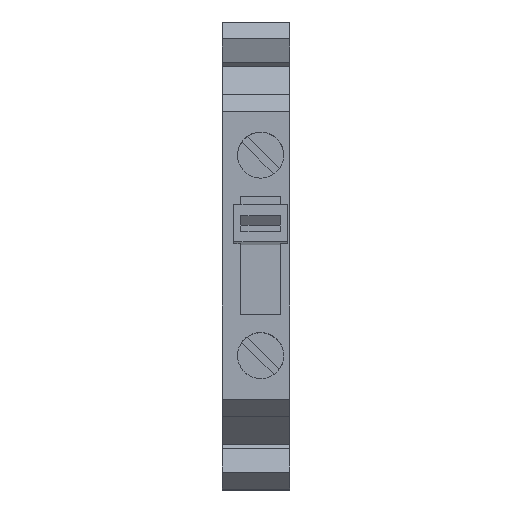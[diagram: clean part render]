
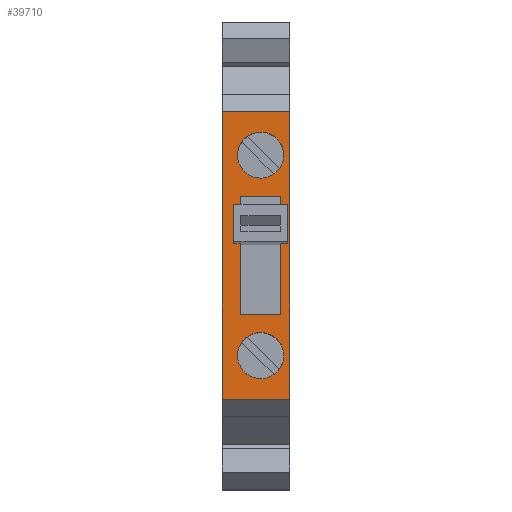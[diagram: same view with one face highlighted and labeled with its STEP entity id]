
A CAD part, top view. The second image highlights one B-rep face of the part: STEP entity #39710.
In plain terms, the highlighted planar face has unit normal (0, 0, 1).
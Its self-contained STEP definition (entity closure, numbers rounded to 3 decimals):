
#2140=CARTESIAN_POINT('',(6.15,8.175,
45.9));
#2150=VERTEX_POINT('',#2140);
#2180=CARTESIAN_POINT('',(6.15,89.93,
45.9));
#2190=DIRECTION('',(0.,-1.,0.));
#2200=VECTOR('',#2190,1.);
#2210=LINE('',#2180,#2200);
#2220=CARTESIAN_POINT('',(6.15,34.375,
45.9));
#2230=VERTEX_POINT('',#2220);
#2240=EDGE_CURVE('',#2230,#2150,#2210,.T.);
#13190=CARTESIAN_POINT('',(0.,34.375,
45.9));
#13200=VERTEX_POINT('',#13190);
#13230=CARTESIAN_POINT('',(0.,-15.865,
45.9));
#13240=DIRECTION('',(0.,1.,0.));
#13250=VECTOR('',#13240,1.);
#13260=LINE('',#13230,#13250);
#13270=CARTESIAN_POINT('',(0.,8.175,
45.9));
#13280=VERTEX_POINT('',#13270);
#13290=EDGE_CURVE('',#13280,#13200,#13260,.T.);
#37900=CARTESIAN_POINT('',(-98.4,34.375,
45.9));
#37910=DIRECTION('',(1.,0.,0.));
#37920=VECTOR('',#37910,1.);
#37930=LINE('',#37900,#37920);
#37940=EDGE_CURVE('',#13200,#2230,#37930,.T.);
#38270=CARTESIAN_POINT('',(6.15,8.382,
45.9));
#38280=DIRECTION('',(0.,0.,-1.));
#38290=DIRECTION('',(0.,-1.,0.));
#38300=AXIS2_PLACEMENT_3D('',#38270,#38280,#38290);
#38310=PLANE('',#38300);
#38320=CARTESIAN_POINT('',(5.275,-15.865,
45.9));
#38330=DIRECTION('',(0.,1.,0.));
#38340=VECTOR('',#38330,1.);
#38350=LINE('',#38320,#38340);
#38360=CARTESIAN_POINT('',(5.275,15.875,
45.9));
#38370=VERTEX_POINT('',#38360);
#38380=CARTESIAN_POINT('',(5.275,22.348,
45.9));
#38390=VERTEX_POINT('',#38380);
#38400=EDGE_CURVE('',#38370,#38390,#38350,.T.);
#38410=ORIENTED_EDGE('',*,*,#38400,.F.);
#38420=CARTESIAN_POINT('',(-98.4,22.348,
45.9));
#38430=DIRECTION('',(-1.,0.,0.));
#38440=VECTOR('',#38430,1.);
#38450=LINE('',#38420,#38440);
#38460=CARTESIAN_POINT('',(5.935,22.348,
45.9));
#38470=VERTEX_POINT('',#38460);
#38480=EDGE_CURVE('',#38470,#38390,#38450,.T.);
#38490=ORIENTED_EDGE('',*,*,#38480,.T.);
#38500=CARTESIAN_POINT('',(5.935,-15.865,
45.9));
#38510=DIRECTION('',(0.,-1.,0.));
#38520=VECTOR('',#38510,1.);
#38530=LINE('',#38500,#38520);
#38540=CARTESIAN_POINT('',(5.935,25.797,
45.9));
#38550=VERTEX_POINT('',#38540);
#38560=EDGE_CURVE('',#38550,#38470,#38530,.T.);
#38570=ORIENTED_EDGE('',*,*,#38560,.T.);
#38580=CARTESIAN_POINT('',(-98.4,25.797,
45.9));
#38590=DIRECTION('',(1.,0.,0.));
#38600=VECTOR('',#38590,1.);
#38610=LINE('',#38580,#38600);
#38620=CARTESIAN_POINT('',(5.275,25.797,
45.9));
#38630=VERTEX_POINT('',#38620);
#38640=EDGE_CURVE('',#38630,#38550,#38610,.T.);
#38650=ORIENTED_EDGE('',*,*,#38640,.T.);
#38660=CARTESIAN_POINT('',(5.275,-15.865,
45.9));
#38670=DIRECTION('',(0.,1.,0.));
#38680=VECTOR('',#38670,1.);
#38690=LINE('',#38660,#38680);
#38700=CARTESIAN_POINT('',(5.275,26.675,
45.9));
#38710=VERTEX_POINT('',#38700);
#38720=EDGE_CURVE('',#38630,#38710,#38690,.T.);
#38730=ORIENTED_EDGE('',*,*,#38720,.F.);
#38740=CARTESIAN_POINT('',(-98.4,26.675,
45.9));
#38750=DIRECTION('',(-1.,0.,0.));
#38760=VECTOR('',#38750,1.);
#38770=LINE('',#38740,#38760);
#38780=CARTESIAN_POINT('',(1.625,26.675,
45.9));
#38790=VERTEX_POINT('',#38780);
#38800=EDGE_CURVE('',#38710,#38790,#38770,.T.);
#38810=ORIENTED_EDGE('',*,*,#38800,.F.);
#38820=CARTESIAN_POINT('',(1.625,-15.865,
45.9));
#38830=DIRECTION('',(0.,-1.,0.));
#38840=VECTOR('',#38830,1.);
#38850=LINE('',#38820,#38840);
#38860=CARTESIAN_POINT('',(1.625,25.797,
45.9));
#38870=VERTEX_POINT('',#38860);
#38880=EDGE_CURVE('',#38790,#38870,#38850,.T.);
#38890=ORIENTED_EDGE('',*,*,#38880,.F.);
#38900=CARTESIAN_POINT('',(1.065,25.797,
45.9));
#38910=VERTEX_POINT('',#38900);
#38920=EDGE_CURVE('',#38910,#38870,#38610,.T.);
#38930=ORIENTED_EDGE('',*,*,#38920,.T.);
#38940=CARTESIAN_POINT('',(1.065,-15.865,
45.9));
#38950=DIRECTION('',(0.,1.,0.));
#38960=VECTOR('',#38950,1.);
#38970=LINE('',#38940,#38960);
#38980=CARTESIAN_POINT('',(1.065,22.348,
45.9));
#38990=VERTEX_POINT('',#38980);
#39000=EDGE_CURVE('',#38990,#38910,#38970,.T.);
#39010=ORIENTED_EDGE('',*,*,#39000,.T.);
#39020=CARTESIAN_POINT('',(1.625,22.348,
45.9));
#39030=VERTEX_POINT('',#39020);
#39040=EDGE_CURVE('',#39030,#38990,#38450,.T.);
#39050=ORIENTED_EDGE('',*,*,#39040,.T.);
#39060=CARTESIAN_POINT('',(1.625,-15.865,
45.9));
#39070=DIRECTION('',(0.,-1.,0.));
#39080=VECTOR('',#39070,1.);
#39090=LINE('',#39060,#39080);
#39100=CARTESIAN_POINT('',(1.625,15.875,
45.9));
#39110=VERTEX_POINT('',#39100);
#39120=EDGE_CURVE('',#39030,#39110,#39090,.T.);
#39130=ORIENTED_EDGE('',*,*,#39120,.F.);
#39140=CARTESIAN_POINT('',(-98.4,15.875,
45.9));
#39150=DIRECTION('',(-1.,0.,0.));
#39160=VECTOR('',#39150,1.);
#39170=LINE('',#39140,#39160);
#39180=EDGE_CURVE('',#38370,#39110,#39170,.T.);
#39190=ORIENTED_EDGE('',*,*,#39180,.T.);
#39200=EDGE_LOOP('',(#39190,#39130,#39050,#39010,#38930,#38890,#38810,
#38730,#38650,#38570,#38490,#38410));
#39210=FACE_BOUND('',#39200,.T.);
#39220=CARTESIAN_POINT('',(3.5,12.15,45.9));
#39230=DIRECTION('',(0.,0.,-1.));
#39240=DIRECTION('',(0.,-1.,0.));
#39250=AXIS2_PLACEMENT_3D('',#39220,#39230,#39240);
#39260=CIRCLE('',#39250,2.1);
#39270=CARTESIAN_POINT('',(3.5,10.05,45.9));
#39280=VERTEX_POINT('',#39270);
#39290=CARTESIAN_POINT('',(3.5,14.25,45.9));
#39300=VERTEX_POINT('',#39290);
#39310=EDGE_CURVE('',#39280,#39300,#39260,.T.);
#39320=ORIENTED_EDGE('',*,*,#39310,.T.);
#39330=CARTESIAN_POINT('',(5.082,10.769,
45.9));
#39340=VERTEX_POINT('',#39330);
#39350=EDGE_CURVE('',#39340,#39280,#39260,.T.);
#39360=ORIENTED_EDGE('',*,*,#39350,.T.);
#39370=EDGE_CURVE('',#39300,#39340,#39260,.T.);
#39380=ORIENTED_EDGE('',*,*,#39370,.T.);
#39390=EDGE_LOOP('',(#39380,#39360,#39320));
#39400=FACE_BOUND('',#39390,.T.);
#39410=CARTESIAN_POINT('',(3.5,30.4,45.9));
#39420=DIRECTION('',(0.,0.,1.));
#39430=DIRECTION('',(0.,1.,0.));
#39440=AXIS2_PLACEMENT_3D('',#39410,#39420,#39430);
#39450=CIRCLE('',#39440,2.1);
#39460=CARTESIAN_POINT('',(5.016,31.853,
45.9));
#39470=VERTEX_POINT('',#39460);
#39480=CARTESIAN_POINT('',(3.5,32.5,45.9));
#39490=VERTEX_POINT('',#39480);
#39500=EDGE_CURVE('',#39470,#39490,#39450,.T.);
#39510=ORIENTED_EDGE('',*,*,#39500,.F.);
#39520=CARTESIAN_POINT('',(3.5,28.3,45.9));
#39530=VERTEX_POINT('',#39520);
#39540=EDGE_CURVE('',#39490,#39530,#39450,.T.);
#39550=ORIENTED_EDGE('',*,*,#39540,.F.);
#39560=EDGE_CURVE('',#39530,#39470,#39450,.T.);
#39570=ORIENTED_EDGE('',*,*,#39560,.F.);
#39580=EDGE_LOOP('',(#39570,#39550,#39510));
#39590=FACE_BOUND('',#39580,.T.);
#39600=ORIENTED_EDGE('',*,*,#2240,.F.);
#39610=CARTESIAN_POINT('',(-98.4,8.175,
45.9));
#39620=DIRECTION('',(1.,0.,0.));
#39630=VECTOR('',#39620,1.);
#39640=LINE('',#39610,#39630);
#39650=EDGE_CURVE('',#13280,#2150,#39640,.T.);
#39660=ORIENTED_EDGE('',*,*,#39650,.T.);
#39670=ORIENTED_EDGE('',*,*,#13290,.F.);
#39680=ORIENTED_EDGE('',*,*,#37940,.F.);
#39690=EDGE_LOOP('',(#39680,#39670,#39660,#39600));
#39700=FACE_OUTER_BOUND('',#39690,.T.);
#39710=ADVANCED_FACE('',(#39210,#39400,#39590,#39700),#38310,.F.);
